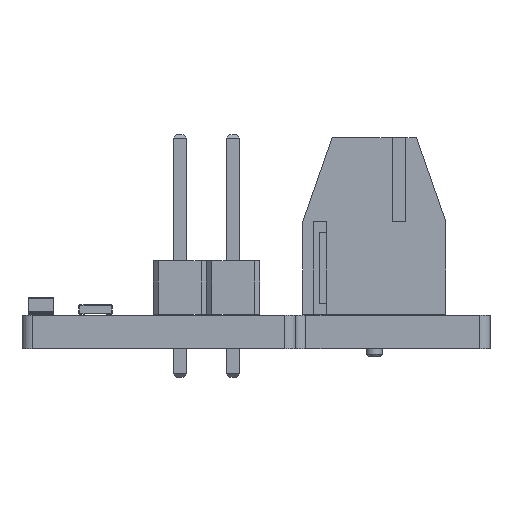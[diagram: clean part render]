
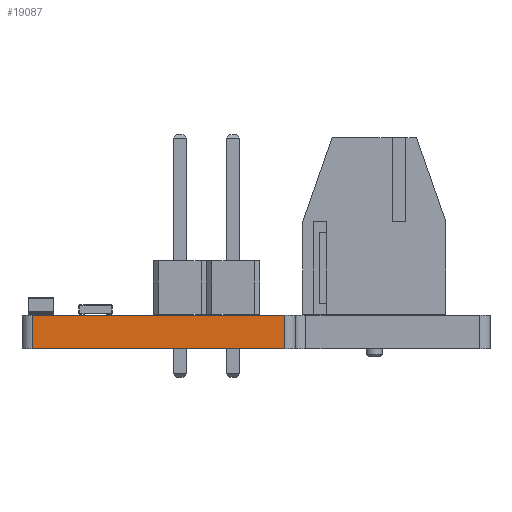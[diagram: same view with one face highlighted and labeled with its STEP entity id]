
A CAD part, left-side view. The second image highlights one B-rep face of the part: STEP entity #19087.
In plain terms, the highlighted planar face has unit normal (-1, 0, 0).
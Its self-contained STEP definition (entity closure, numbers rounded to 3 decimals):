
#16798 = PLANE('',#16799);
#16799 = AXIS2_PLACEMENT_3D('',#16800,#16801,#16802);
#16800 = CARTESIAN_POINT('',(152.741,-83.736,1.6));
#16801 = DIRECTION('',(0.,0.,1.));
#16802 = DIRECTION('',(1.,0.,0.));
#16826 = CYLINDRICAL_SURFACE('',#16827,0.5);
#16827 = AXIS2_PLACEMENT_3D('',#16828,#16829,#16830);
#16828 = CARTESIAN_POINT('',(103.25,-76.5,0.));
#16829 = DIRECTION('',(0.,0.,-1.));
#16830 = DIRECTION('',(1.,0.,0.));
#16852 = PLANE('',#16853);
#16853 = AXIS2_PLACEMENT_3D('',#16854,#16855,#16856);
#16854 = CARTESIAN_POINT('',(152.741,-83.736,0.));
#16855 = DIRECTION('',(0.,0.,1.));
#16856 = DIRECTION('',(1.,0.,0.));
#16947 = VERTEX_POINT('',#16948);
#16948 = CARTESIAN_POINT('',(102.75,-76.5,1.6));
#16970 = EDGE_CURVE('',#16971,#16947,#16973,.T.);
#16971 = VERTEX_POINT('',#16972);
#16972 = CARTESIAN_POINT('',(102.75,-76.5,0.));
#16973 = SURFACE_CURVE('',#16974,(#16978,#16985),.PCURVE_S1.);
#16974 = LINE('',#16975,#16976);
#16975 = CARTESIAN_POINT('',(102.75,-76.5,0.));
#16976 = VECTOR('',#16977,1.);
#16977 = DIRECTION('',(0.,0.,1.));
#16978 = PCURVE('',#16826,#16979);
#16979 = DEFINITIONAL_REPRESENTATION('',(#16980),#16984);
#16980 = LINE('',#16981,#16982);
#16981 = CARTESIAN_POINT('',(-3.142,0.));
#16982 = VECTOR('',#16983,1.);
#16983 = DIRECTION('',(0.,-1.));
#16984 = ( GEOMETRIC_REPRESENTATION_CONTEXT(2) 
PARAMETRIC_REPRESENTATION_CONTEXT() REPRESENTATION_CONTEXT('2D SPACE',''
  ) );
#16985 = PCURVE('',#16986,#16991);
#16986 = PLANE('',#16987);
#16987 = AXIS2_PLACEMENT_3D('',#16988,#16989,#16990);
#16988 = CARTESIAN_POINT('',(102.75,-76.5,0.));
#16989 = DIRECTION('',(1.,0.,0.));
#16990 = DIRECTION('',(0.,-1.,0.));
#16991 = DEFINITIONAL_REPRESENTATION('',(#16992),#16996);
#16992 = LINE('',#16993,#16994);
#16993 = CARTESIAN_POINT('',(0.,0.));
#16994 = VECTOR('',#16995,1.);
#16995 = DIRECTION('',(0.,-1.));
#16996 = ( GEOMETRIC_REPRESENTATION_CONTEXT(2) 
PARAMETRIC_REPRESENTATION_CONTEXT() REPRESENTATION_CONTEXT('2D SPACE',''
  ) );
#17025 = EDGE_CURVE('',#16971,#17026,#17028,.T.);
#17026 = VERTEX_POINT('',#17027);
#17027 = CARTESIAN_POINT('',(102.75,-88.5,0.));
#17028 = SURFACE_CURVE('',#17029,(#17033,#17040),.PCURVE_S1.);
#17029 = LINE('',#17030,#17031);
#17030 = CARTESIAN_POINT('',(102.75,-76.5,0.));
#17031 = VECTOR('',#17032,1.);
#17032 = DIRECTION('',(0.,-1.,0.));
#17033 = PCURVE('',#16852,#17034);
#17034 = DEFINITIONAL_REPRESENTATION('',(#17035),#17039);
#17035 = LINE('',#17036,#17037);
#17036 = CARTESIAN_POINT('',(-49.991,7.236));
#17037 = VECTOR('',#17038,1.);
#17038 = DIRECTION('',(0.,-1.));
#17039 = ( GEOMETRIC_REPRESENTATION_CONTEXT(2) 
PARAMETRIC_REPRESENTATION_CONTEXT() REPRESENTATION_CONTEXT('2D SPACE',''
  ) );
#17040 = PCURVE('',#16986,#17041);
#17041 = DEFINITIONAL_REPRESENTATION('',(#17042),#17046);
#17042 = LINE('',#17043,#17044);
#17043 = CARTESIAN_POINT('',(0.,0.));
#17044 = VECTOR('',#17045,1.);
#17045 = DIRECTION('',(1.,0.));
#17046 = ( GEOMETRIC_REPRESENTATION_CONTEXT(2) 
PARAMETRIC_REPRESENTATION_CONTEXT() REPRESENTATION_CONTEXT('2D SPACE',''
  ) );
#17065 = CYLINDRICAL_SURFACE('',#17066,0.5);
#17066 = AXIS2_PLACEMENT_3D('',#17067,#17068,#17069);
#17067 = CARTESIAN_POINT('',(103.25,-88.5,0.));
#17068 = DIRECTION('',(0.,0.,-1.));
#17069 = DIRECTION('',(1.,0.,0.));
#18133 = EDGE_CURVE('',#16947,#18134,#18136,.T.);
#18134 = VERTEX_POINT('',#18135);
#18135 = CARTESIAN_POINT('',(102.75,-88.5,1.6));
#18136 = SURFACE_CURVE('',#18137,(#18141,#18148),.PCURVE_S1.);
#18137 = LINE('',#18138,#18139);
#18138 = CARTESIAN_POINT('',(102.75,-76.5,1.6));
#18139 = VECTOR('',#18140,1.);
#18140 = DIRECTION('',(0.,-1.,0.));
#18141 = PCURVE('',#16798,#18142);
#18142 = DEFINITIONAL_REPRESENTATION('',(#18143),#18147);
#18143 = LINE('',#18144,#18145);
#18144 = CARTESIAN_POINT('',(-49.991,7.236));
#18145 = VECTOR('',#18146,1.);
#18146 = DIRECTION('',(0.,-1.));
#18147 = ( GEOMETRIC_REPRESENTATION_CONTEXT(2) 
PARAMETRIC_REPRESENTATION_CONTEXT() REPRESENTATION_CONTEXT('2D SPACE',''
  ) );
#18148 = PCURVE('',#16986,#18149);
#18149 = DEFINITIONAL_REPRESENTATION('',(#18150),#18154);
#18150 = LINE('',#18151,#18152);
#18151 = CARTESIAN_POINT('',(0.,-1.6));
#18152 = VECTOR('',#18153,1.);
#18153 = DIRECTION('',(1.,0.));
#18154 = ( GEOMETRIC_REPRESENTATION_CONTEXT(2) 
PARAMETRIC_REPRESENTATION_CONTEXT() REPRESENTATION_CONTEXT('2D SPACE',''
  ) );
#19087 = ADVANCED_FACE('',(#19088),#16986,.F.);
#19088 = FACE_BOUND('',#19089,.F.);
#19089 = EDGE_LOOP('',(#19090,#19091,#19092,#19113));
#19090 = ORIENTED_EDGE('',*,*,#16970,.T.);
#19091 = ORIENTED_EDGE('',*,*,#18133,.T.);
#19092 = ORIENTED_EDGE('',*,*,#19093,.F.);
#19093 = EDGE_CURVE('',#17026,#18134,#19094,.T.);
#19094 = SURFACE_CURVE('',#19095,(#19099,#19106),.PCURVE_S1.);
#19095 = LINE('',#19096,#19097);
#19096 = CARTESIAN_POINT('',(102.75,-88.5,0.));
#19097 = VECTOR('',#19098,1.);
#19098 = DIRECTION('',(0.,0.,1.));
#19099 = PCURVE('',#16986,#19100);
#19100 = DEFINITIONAL_REPRESENTATION('',(#19101),#19105);
#19101 = LINE('',#19102,#19103);
#19102 = CARTESIAN_POINT('',(12.,0.));
#19103 = VECTOR('',#19104,1.);
#19104 = DIRECTION('',(0.,-1.));
#19105 = ( GEOMETRIC_REPRESENTATION_CONTEXT(2) 
PARAMETRIC_REPRESENTATION_CONTEXT() REPRESENTATION_CONTEXT('2D SPACE',''
  ) );
#19106 = PCURVE('',#17065,#19107);
#19107 = DEFINITIONAL_REPRESENTATION('',(#19108),#19112);
#19108 = LINE('',#19109,#19110);
#19109 = CARTESIAN_POINT('',(-3.142,0.));
#19110 = VECTOR('',#19111,1.);
#19111 = DIRECTION('',(0.,-1.));
#19112 = ( GEOMETRIC_REPRESENTATION_CONTEXT(2) 
PARAMETRIC_REPRESENTATION_CONTEXT() REPRESENTATION_CONTEXT('2D SPACE',''
  ) );
#19113 = ORIENTED_EDGE('',*,*,#17025,.F.);
